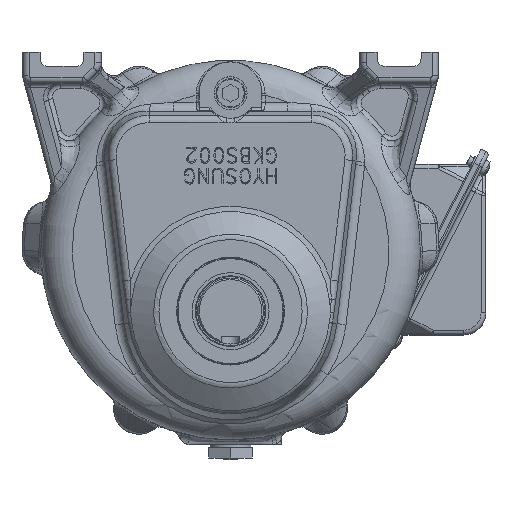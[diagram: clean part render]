
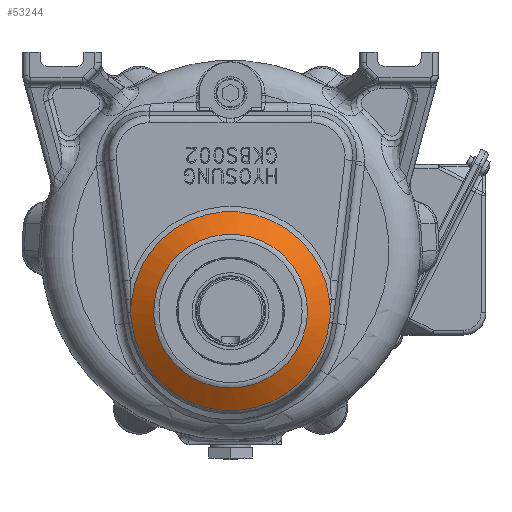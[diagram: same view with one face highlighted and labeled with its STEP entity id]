
A CAD part, top view. The second image highlights one B-rep face of the part: STEP entity #53244.
In plain terms, the highlighted conical face has half-angle 55.561 degrees and reference radius 65 mm.
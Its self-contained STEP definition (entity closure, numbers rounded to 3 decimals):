
#11459=B_SPLINE_CURVE_WITH_KNOTS('',3,(#80396,#80397,#80398,#80399),
 .UNSPECIFIED.,.F.,.F.,(4,4),(0.,0.008),.UNSPECIFIED.);
#11460=B_SPLINE_CURVE_WITH_KNOTS('',3,(#80402,#80403,#80404,#80405),
 .UNSPECIFIED.,.F.,.F.,(4,4),(0.,0.007),.UNSPECIFIED.);
#11461=B_SPLINE_CURVE_WITH_KNOTS('',3,(#80409,#80410,#80411,#80412),
 .UNSPECIFIED.,.F.,.F.,(4,4),(0.,0.007),.UNSPECIFIED.);
#11462=B_SPLINE_CURVE_WITH_KNOTS('',3,(#80414,#80415,#80416,#80417),
 .UNSPECIFIED.,.F.,.F.,(4,4),(0.,0.008),.UNSPECIFIED.);
#13111=ORIENTED_EDGE('',*,*,#29578,.T.);
#13112=ORIENTED_EDGE('',*,*,#29579,.T.);
#13113=ORIENTED_EDGE('',*,*,#29580,.T.);
#13114=ORIENTED_EDGE('',*,*,#29581,.T.);
#13115=ORIENTED_EDGE('',*,*,#29582,.T.);
#13116=ORIENTED_EDGE('',*,*,#29583,.T.);
#13117=ORIENTED_EDGE('',*,*,#29584,.T.);
#29578=EDGE_CURVE('',#37786,#37786,#42746,.F.);
#29579=EDGE_CURVE('',#37787,#37788,#11459,.T.);
#29580=EDGE_CURVE('',#37788,#37789,#11460,.T.);
#29581=EDGE_CURVE('',#37789,#37790,#42747,.T.);
#29582=EDGE_CURVE('',#37790,#37791,#11461,.T.);
#29583=EDGE_CURVE('',#37791,#37792,#11462,.F.);
#29584=EDGE_CURVE('',#37792,#37787,#42748,.F.);
#37786=VERTEX_POINT('',#80395);
#37787=VERTEX_POINT('',#80400);
#37788=VERTEX_POINT('',#80401);
#37789=VERTEX_POINT('',#80406);
#37790=VERTEX_POINT('',#80408);
#37791=VERTEX_POINT('',#80413);
#37792=VERTEX_POINT('',#80418);
#42746=CIRCLE('',#57119,49.034);
#42747=CIRCLE('',#57120,63.476);
#42748=CIRCLE('',#57121,63.466);
#45412=EDGE_LOOP('',(#13111));
#45413=EDGE_LOOP('',(#13112,#13113,#13114,#13115,#13116,#13117));
#49290=FACE_BOUND('',#45412,.T.);
#49291=FACE_BOUND('',#45413,.T.);
#53100=CONICAL_SURFACE('',#57118,65.,0.97);
#53244=ADVANCED_FACE('',(#49290,#49291),#53100,.T.);
#57118=AXIS2_PLACEMENT_3D('',#80393,#63251,#63252);
#57119=AXIS2_PLACEMENT_3D('',#80394,#63253,#63254);
#57120=AXIS2_PLACEMENT_3D('',#80407,#63255,#63256);
#57121=AXIS2_PLACEMENT_3D('',#80419,#63257,#63258);
#63251=DIRECTION('',(0.,0.,-1.));
#63252=DIRECTION('',(0.,1.,0.));
#63253=DIRECTION('',(0.,0.,1.));
#63254=DIRECTION('',(0.,-1.,0.));
#63255=DIRECTION('',(0.,0.,1.));
#63256=DIRECTION('',(0.,-1.,0.));
#63257=DIRECTION('',(0.,0.,-1.));
#63258=DIRECTION('',(0.,1.,0.));
#80393=CARTESIAN_POINT('',(0.,-39.05,140.));
#80394=CARTESIAN_POINT('',(0.,-39.05,150.948));
#80395=CARTESIAN_POINT('',(0.,-88.084,150.948));
#80396=CARTESIAN_POINT('',(-63.013,-31.477,141.052));
#80397=CARTESIAN_POINT('',(-63.336,-34.162,141.052));
#80398=CARTESIAN_POINT('',(-63.647,-36.843,140.94));
#80399=CARTESIAN_POINT('',(-63.922,-39.522,140.738));
#80400=CARTESIAN_POINT('',(-63.013,-31.477,141.052));
#80401=CARTESIAN_POINT('',(-63.922,-39.522,140.738));
#80402=CARTESIAN_POINT('',(-63.922,-39.522,140.738));
#80403=CARTESIAN_POINT('',(-63.608,-41.823,140.941));
#80404=CARTESIAN_POINT('',(-63.315,-44.131,141.045));
#80405=CARTESIAN_POINT('',(-63.044,-46.447,141.045));
#80406=CARTESIAN_POINT('',(-63.044,-46.447,141.045));
#80407=CARTESIAN_POINT('',(0.,-39.05,141.045));
#80408=CARTESIAN_POINT('',(63.044,-46.447,141.045));
#80409=CARTESIAN_POINT('',(63.044,-46.447,141.045));
#80410=CARTESIAN_POINT('',(63.315,-44.131,141.045));
#80411=CARTESIAN_POINT('',(63.608,-41.823,140.941));
#80412=CARTESIAN_POINT('',(63.922,-39.522,140.738));
#80413=CARTESIAN_POINT('',(63.922,-39.522,140.738));
#80414=CARTESIAN_POINT('',(63.013,-31.477,141.052));
#80415=CARTESIAN_POINT('',(63.336,-34.162,141.052));
#80416=CARTESIAN_POINT('',(63.647,-36.843,140.94));
#80417=CARTESIAN_POINT('',(63.922,-39.522,140.738));
#80418=CARTESIAN_POINT('',(63.013,-31.477,141.052));
#80419=CARTESIAN_POINT('',(0.,-39.05,141.052));
